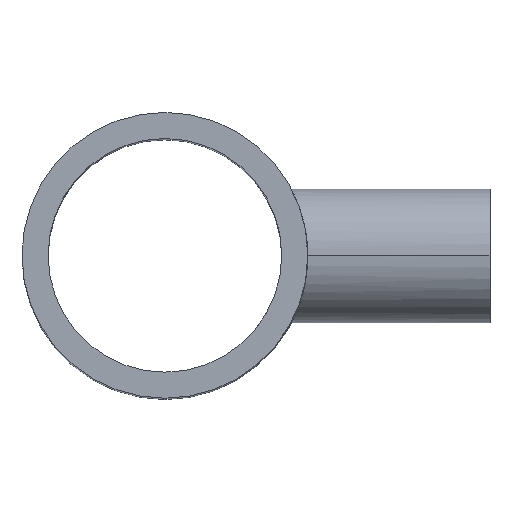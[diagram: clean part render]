
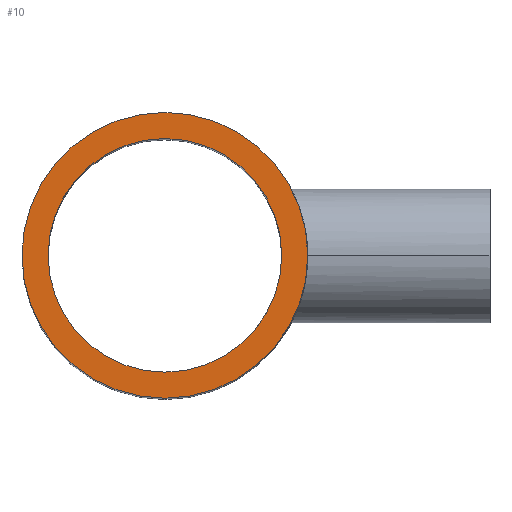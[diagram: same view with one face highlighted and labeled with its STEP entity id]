
A CAD part, top view. The second image highlights one B-rep face of the part: STEP entity #10.
In plain terms, the highlighted planar face has unit normal (0, 0, 1).
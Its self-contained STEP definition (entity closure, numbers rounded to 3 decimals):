
#3 = DIRECTION ( 'NONE',  ( 1., 0., 0. ) ) ;
#9 = EDGE_CURVE ( 'NONE', #165, #72, #500, .T. ) ;
#10 = ADVANCED_FACE ( 'NONE', ( #307, #567 ), #519, .T. ) ;
#55 = AXIS2_PLACEMENT_3D ( 'NONE', #297, #463, #403 ) ;
#62 = DIRECTION ( 'NONE',  ( 0., 0., 1. ) ) ;
#72 = VERTEX_POINT ( 'NONE', #657 ) ;
#88 = CIRCLE ( 'NONE', #55, 80. ) ;
#116 = ORIENTED_EDGE ( 'NONE', *, *, #9, .F. ) ;
#121 = DIRECTION ( 'NONE',  ( 0., 0., 1. ) ) ;
#129 = CIRCLE ( 'NONE', #529, 65.4 ) ;
#157 = DIRECTION ( 'NONE',  ( 1., 0., 0. ) ) ;
#160 = CARTESIAN_POINT ( 'NONE',  ( 65.4, 0., 208.5 ) ) ;
#162 = CARTESIAN_POINT ( 'NONE',  ( 0., 0., 208.5 ) ) ;
#165 = VERTEX_POINT ( 'NONE', #160 ) ;
#168 = VERTEX_POINT ( 'NONE', #624 ) ;
#182 = AXIS2_PLACEMENT_3D ( 'NONE', #577, #62, #527 ) ;
#212 = AXIS2_PLACEMENT_3D ( 'NONE', #671, #452, #157 ) ;
#264 = DIRECTION ( 'NONE',  ( 0., 0., 1. ) ) ;
#266 = ORIENTED_EDGE ( 'NONE', *, *, #338, .T. ) ;
#287 = CARTESIAN_POINT ( 'NONE',  ( -80., 0., 208.5 ) ) ;
#297 = CARTESIAN_POINT ( 'NONE',  ( 0., 0., 208.5 ) ) ;
#307 = FACE_OUTER_BOUND ( 'NONE', #578, .T. ) ;
#317 = ORIENTED_EDGE ( 'NONE', *, *, #646, .T. ) ;
#321 = DIRECTION ( 'NONE',  ( 1., 0., 0. ) ) ;
#326 = EDGE_LOOP ( 'NONE', ( #362, #116 ) ) ;
#338 = EDGE_CURVE ( 'NONE', #168, #422, #88, .T. ) ;
#361 = AXIS2_PLACEMENT_3D ( 'NONE', #162, #121, #321 ) ;
#362 = ORIENTED_EDGE ( 'NONE', *, *, #510, .F. ) ;
#403 = DIRECTION ( 'NONE',  ( 1., 0., 0. ) ) ;
#422 = VERTEX_POINT ( 'NONE', #287 ) ;
#452 = DIRECTION ( 'NONE',  ( 0., 0., 1. ) ) ;
#458 = CIRCLE ( 'NONE', #361, 80. ) ;
#463 = DIRECTION ( 'NONE',  ( 0., 0., 1. ) ) ;
#474 = CARTESIAN_POINT ( 'NONE',  ( 0., 0., 208.5 ) ) ;
#500 = CIRCLE ( 'NONE', #212, 65.4 ) ;
#510 = EDGE_CURVE ( 'NONE', #72, #165, #129, .T. ) ;
#519 = PLANE ( 'NONE',  #182 ) ;
#527 = DIRECTION ( 'NONE',  ( 1., 0., 0. ) ) ;
#529 = AXIS2_PLACEMENT_3D ( 'NONE', #474, #264, #3 ) ;
#567 = FACE_BOUND ( 'NONE', #326, .T. ) ;
#577 = CARTESIAN_POINT ( 'NONE',  ( 0., 0., 208.5 ) ) ;
#578 = EDGE_LOOP ( 'NONE', ( #317, #266 ) ) ;
#624 = CARTESIAN_POINT ( 'NONE',  ( 80., 0., 208.5 ) ) ;
#646 = EDGE_CURVE ( 'NONE', #422, #168, #458, .T. ) ;
#657 = CARTESIAN_POINT ( 'NONE',  ( -65.4, 0., 208.5 ) ) ;
#671 = CARTESIAN_POINT ( 'NONE',  ( 0., 0., 208.5 ) ) ;
